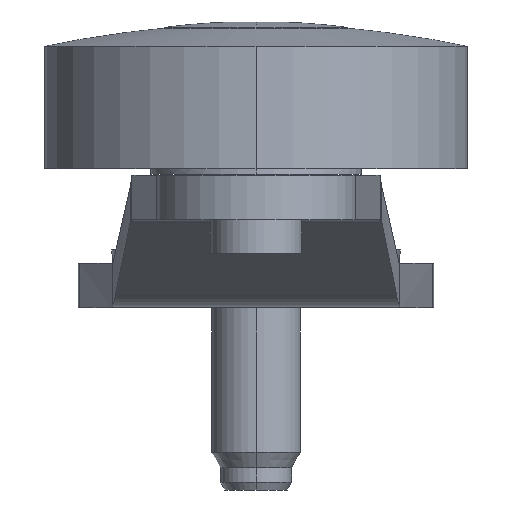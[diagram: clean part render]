
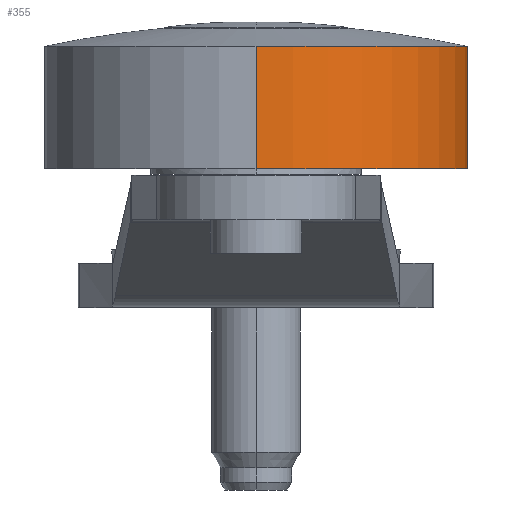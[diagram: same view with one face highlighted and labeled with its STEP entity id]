
A CAD part, left-side view. The second image highlights one B-rep face of the part: STEP entity #355.
In plain terms, the highlighted cylindrical face has radius 9.525 mm (diameter 19.05 mm), a partial arc.
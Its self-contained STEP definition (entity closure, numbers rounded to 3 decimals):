
#355=ADVANCED_FACE('',(#1008),#1009,.T.);
#1008=FACE_OUTER_BOUND('',#2019,.T.);
#1009=CYLINDRICAL_SURFACE('',#2020,9.525);
#2019=EDGE_LOOP('',(#4675,#4676,#4677,#4678,#4679));
#2020=AXIS2_PLACEMENT_3D('',#4680,#4681,#4682);
#4675=ORIENTED_EDGE('',*,*,#6094,.F.);
#4676=ORIENTED_EDGE('',*,*,#6095,.T.);
#4677=ORIENTED_EDGE('',*,*,#6096,.F.);
#4678=ORIENTED_EDGE('',*,*,#6097,.F.);
#4679=ORIENTED_EDGE('',*,*,#6090,.F.);
#4680=CARTESIAN_POINT('',(-24.9,0.0,11.75));
#4681=DIRECTION('',(0.0,0.0,1.0));
#4682=DIRECTION('',(1.0,0.0,0.0));
#6090=EDGE_CURVE('',#7507,#7509,#7510,.T.);
#6094=EDGE_CURVE('',#7514,#7507,#7516,.T.);
#6095=EDGE_CURVE('',#7514,#7517,#7518,.T.);
#6096=EDGE_CURVE('',#7519,#7517,#7520,.T.);
#6097=EDGE_CURVE('',#7509,#7519,#7521,.T.);
#7507=VERTEX_POINT('',#9919);
#7509=VERTEX_POINT('',#9921);
#7510=CIRCLE('',#9922,9.525);
#7514=VERTEX_POINT('',#9926);
#7516=CIRCLE('',#9928,9.525);
#7517=VERTEX_POINT('',#9929);
#7518=LINE('',#9930,#9931);
#7519=VERTEX_POINT('',#9932);
#7520=CIRCLE('',#9933,9.525);
#7521=LINE('',#9934,#9935);
#9919=CARTESIAN_POINT('',(-24.9,-9.525,11.75));
#9921=CARTESIAN_POINT('',(-15.375,0.0,11.75));
#9922=AXIS2_PLACEMENT_3D('',#11604,#11605,#11606);
#9926=CARTESIAN_POINT('',(-34.425,0.0,11.75));
#9928=AXIS2_PLACEMENT_3D('',#11616,#11617,#11618);
#9929=CARTESIAN_POINT('',(-34.425,0.0,6.25));
#9930=CARTESIAN_POINT('',(-34.425,0.0,11.75));
#9931=VECTOR('',#11619,5.5);
#9932=CARTESIAN_POINT('',(-15.375,0.0,6.25));
#9933=AXIS2_PLACEMENT_3D('',#11620,#11621,#11622);
#9934=CARTESIAN_POINT('',(-15.375,0.0,11.75));
#9935=VECTOR('',#11623,5.5);
#11604=CARTESIAN_POINT('',(-24.9,0.0,11.75));
#11605=DIRECTION('',(0.0,0.0,1.0));
#11606=DIRECTION('',(0.0,-1.0,0.0));
#11616=CARTESIAN_POINT('',(-24.9,0.0,11.75));
#11617=DIRECTION('',(0.0,0.0,1.0));
#11618=DIRECTION('',(-1.0,0.0,0.0));
#11619=DIRECTION('',(0.0,0.0,-1.0));
#11620=CARTESIAN_POINT('',(-24.9,0.0,6.25));
#11621=DIRECTION('',(0.0,0.0,-1.0));
#11622=DIRECTION('',(1.0,0.0,0.0));
#11623=DIRECTION('',(0.0,0.0,-1.0));
